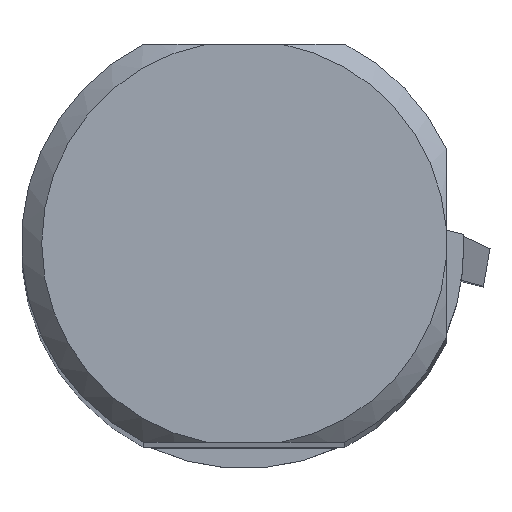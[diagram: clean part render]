
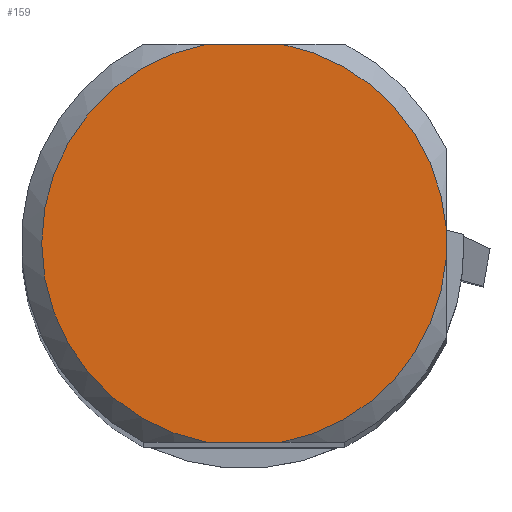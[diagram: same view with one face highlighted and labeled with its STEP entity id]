
A CAD part, top view. The second image highlights one B-rep face of the part: STEP entity #159.
In plain terms, the highlighted planar face has unit normal (0, 0, 1).
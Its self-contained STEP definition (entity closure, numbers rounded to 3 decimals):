
#107=CIRCLE('',#1100,17.3);
#110=CIRCLE('',#1105,17.3);
#111=CIRCLE('',#1107,17.3);
#159=ADVANCED_FACE('',(#247),#197,.F.);
#197=PLANE('',#1108);
#247=FACE_OUTER_BOUND('',#299,.T.);
#299=EDGE_LOOP('',(#544,#545,#546,#547,#548,#549));
#544=ORIENTED_EDGE('',*,*,#799,.F.);
#545=ORIENTED_EDGE('',*,*,#797,.F.);
#546=ORIENTED_EDGE('',*,*,#800,.F.);
#547=ORIENTED_EDGE('',*,*,#790,.F.);
#548=ORIENTED_EDGE('',*,*,#801,.F.);
#549=ORIENTED_EDGE('',*,*,#802,.F.);
#660=VERTEX_POINT('',#1647);
#661=VERTEX_POINT('',#1649);
#666=VERTEX_POINT('',#1668);
#667=VERTEX_POINT('',#1670);
#668=VERTEX_POINT('',#1677);
#669=VERTEX_POINT('',#1680);
#790=EDGE_CURVE('',#660,#661,#107,.T.);
#797=EDGE_CURVE('',#666,#667,#110,.T.);
#799=EDGE_CURVE('',#667,#668,#898,.T.);
#800=EDGE_CURVE('',#661,#666,#899,.T.);
#801=EDGE_CURVE('',#669,#660,#900,.T.);
#802=EDGE_CURVE('',#668,#669,#111,.T.);
#898=LINE('',#1676,#992);
#899=LINE('',#1678,#993);
#900=LINE('',#1679,#994);
#992=VECTOR('',#1369,1.);
#993=VECTOR('',#1370,1.);
#994=VECTOR('',#1371,1.);
#1100=AXIS2_PLACEMENT_3D('',#1648,#1353,#1354);
#1105=AXIS2_PLACEMENT_3D('',#1669,#1365,#1366);
#1107=AXIS2_PLACEMENT_3D('',#1681,#1372,#1373);
#1108=AXIS2_PLACEMENT_3D('',#1682,#1374,#1375);
#1353=DIRECTION('',(0.,0.,-1.));
#1354=DIRECTION('',(0.,-1.,0.));
#1365=DIRECTION('',(0.,0.,-1.));
#1366=DIRECTION('',(0.,-1.,0.));
#1369=DIRECTION('',(-1.,0.,0.));
#1370=DIRECTION('',(0.,-1.,0.));
#1371=DIRECTION('',(1.,0.,0.));
#1372=DIRECTION('',(0.,0.,-1.));
#1373=DIRECTION('',(0.,-1.,0.));
#1374=DIRECTION('',(0.,0.,-1.));
#1375=DIRECTION('',(0.,1.,0.));
#1647=CARTESIAN_POINT('',(3.208,17.,248.7));
#1648=CARTESIAN_POINT('',(0.,0.,248.7));
#1649=CARTESIAN_POINT('',(17.25,1.314,248.7));
#1668=CARTESIAN_POINT('',(17.25,-1.314,248.7));
#1669=CARTESIAN_POINT('',(0.,0.,248.7));
#1670=CARTESIAN_POINT('',(3.208,-17.,248.7));
#1676=CARTESIAN_POINT('',(-16.75,-17.,248.7));
#1677=CARTESIAN_POINT('',(-3.208,-17.,248.7));
#1678=CARTESIAN_POINT('',(17.25,-17.,248.7));
#1679=CARTESIAN_POINT('',(17.25,17.,248.7));
#1680=CARTESIAN_POINT('',(-3.208,17.,248.7));
#1681=CARTESIAN_POINT('',(0.,0.,248.7));
#1682=CARTESIAN_POINT('',(0.,0.,248.7));
